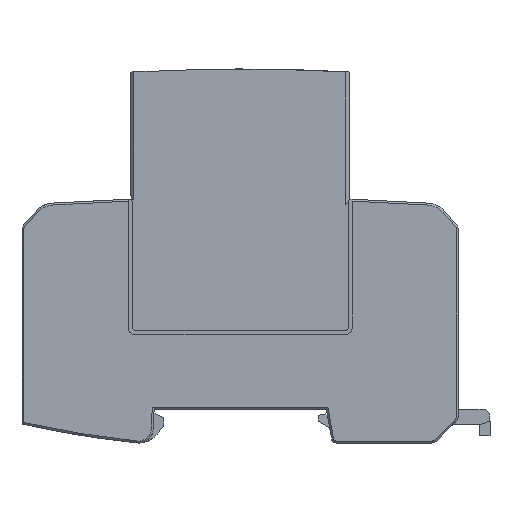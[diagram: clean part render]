
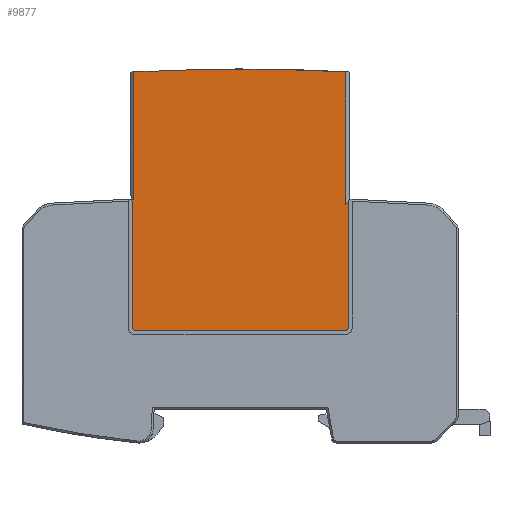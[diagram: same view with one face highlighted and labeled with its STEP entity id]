
A CAD part, left-side view. The second image highlights one B-rep face of the part: STEP entity #9877.
In plain terms, the highlighted planar face has unit normal (-1, 0, 0).
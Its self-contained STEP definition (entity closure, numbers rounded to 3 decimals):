
#7394=AXIS2_PLACEMENT_3D('Circle Axis2P3D',#7392,#7393,$) ;
#7451=AXIS2_PLACEMENT_3D('Circle Axis2P3D',#7449,#7450,$) ;
#8748=AXIS2_PLACEMENT_3D('Circle Axis2P3D',#8746,#8747,$) ;
#9844=AXIS2_PLACEMENT_3D('Plane Axis2P3D',#9841,#9842,#9843) ;
#7359=CARTESIAN_POINT('Line Origine',(0.,29.123,37.038)) ;
#7363=CARTESIAN_POINT('Vertex',(0.,29.125,50.073)) ;
#7365=CARTESIAN_POINT('Vertex',(0.,29.122,24.003)) ;
#7392=CARTESIAN_POINT('Axis2P3D Location',(0.,29.922,24.003)) ;
#7396=CARTESIAN_POINT('Vertex',(0.,29.922,23.203)) ;
#7421=CARTESIAN_POINT('Vertex',(0.,72.922,23.199)) ;
#7424=CARTESIAN_POINT('Line Origine',(0.,51.422,23.201)) ;
#7446=CARTESIAN_POINT('Vertex',(0.,73.722,23.999)) ;
#7449=CARTESIAN_POINT('Axis2P3D Location',(0.,72.922,23.999)) ;
#7471=CARTESIAN_POINT('Vertex',(0.,73.725,49.634)) ;
#7474=CARTESIAN_POINT('Line Origine',(0.,73.723,36.817)) ;
#7496=CARTESIAN_POINT('Vertex',(0.,73.925,50.266)) ;
#7499=CARTESIAN_POINT('Line Origine',(0.,73.825,49.95)) ;
#7517=CARTESIAN_POINT('Line Origine',(0.,73.925,50.286)) ;
#7521=CARTESIAN_POINT('Vertex',(0.,73.925,50.307)) ;
#8743=CARTESIAN_POINT('Vertex',(0.,73.427,76.527)) ;
#8746=CARTESIAN_POINT('Axis2P3D Location',(0.,51.389,-322.866)) ;
#8750=CARTESIAN_POINT('Vertex',(0.,29.727,76.547)) ;
#9824=CARTESIAN_POINT('Vertex',(0.,29.725,49.131)) ;
#9827=CARTESIAN_POINT('Line Origine',(0.,29.726,62.839)) ;
#9841=CARTESIAN_POINT('Axis2P3D Location',(0.,28.622,78.232)) ;
#9846=CARTESIAN_POINT('Line Origine',(0.,73.426,63.417)) ;
#9850=CARTESIAN_POINT('Vertex',(0.,73.425,50.307)) ;
#9853=CARTESIAN_POINT('Line Origine',(0.,73.675,50.307)) ;
#9858=CARTESIAN_POINT('Line Origine',(0.,29.425,49.602)) ;
#7360=DIRECTION('Vector Direction',(0.,0.,-1.)) ;
#7393=DIRECTION('Axis2P3D Direction',(-1.,0.,0.)) ;
#7425=DIRECTION('Vector Direction',(0.,1.,0.)) ;
#7450=DIRECTION('Axis2P3D Direction',(-1.,0.,0.)) ;
#7475=DIRECTION('Vector Direction',(0.,0.,1.)) ;
#7500=DIRECTION('Vector Direction',(0.,0.302,0.953)) ;
#7518=DIRECTION('Vector Direction',(0.,0.,1.)) ;
#8747=DIRECTION('Axis2P3D Direction',(1.,0.,0.)) ;
#9828=DIRECTION('Vector Direction',(0.,0.,-1.)) ;
#9842=DIRECTION('Axis2P3D Direction',(-1.,0.,0.)) ;
#9843=DIRECTION('Axis2P3D XDirection',(0.,1.,0.)) ;
#9847=DIRECTION('Vector Direction',(0.,0.,1.)) ;
#9854=DIRECTION('Vector Direction',(0.,1.,0.)) ;
#9859=DIRECTION('Vector Direction',(0.,-0.537,0.843)) ;
#7361=VECTOR('Line Direction',#7360,1.) ;
#7426=VECTOR('Line Direction',#7425,1.) ;
#7476=VECTOR('Line Direction',#7475,1.) ;
#7501=VECTOR('Line Direction',#7500,1.) ;
#7519=VECTOR('Line Direction',#7518,1.) ;
#9829=VECTOR('Line Direction',#9828,1.) ;
#9848=VECTOR('Line Direction',#9847,1.) ;
#9855=VECTOR('Line Direction',#9854,1.) ;
#9860=VECTOR('Line Direction',#9859,1.) ;
#9864=ORIENTED_EDGE('',*,*,#9852,.F.) ;
#9865=ORIENTED_EDGE('',*,*,#9857,.T.) ;
#9866=ORIENTED_EDGE('',*,*,#7523,.F.) ;
#9867=ORIENTED_EDGE('',*,*,#7503,.F.) ;
#9868=ORIENTED_EDGE('',*,*,#7478,.F.) ;
#9869=ORIENTED_EDGE('',*,*,#7453,.F.) ;
#9870=ORIENTED_EDGE('',*,*,#7428,.F.) ;
#9871=ORIENTED_EDGE('',*,*,#7398,.F.) ;
#9872=ORIENTED_EDGE('',*,*,#7367,.F.) ;
#9873=ORIENTED_EDGE('',*,*,#9862,.F.) ;
#9874=ORIENTED_EDGE('',*,*,#9831,.F.) ;
#9875=ORIENTED_EDGE('',*,*,#8752,.F.) ;
#9877=ADVANCED_FACE('VPU',(#9876),#9845,.T.) ;
#7395=CIRCLE('generated circle',#7394,0.8) ;
#7452=CIRCLE('generated circle',#7451,0.8) ;
#8749=CIRCLE('generated circle',#8748,400.) ;
#7367=EDGE_CURVE('',#7364,#7366,#7362,.T.) ;
#7398=EDGE_CURVE('',#7366,#7397,#7395,.F.) ;
#7428=EDGE_CURVE('',#7397,#7422,#7427,.T.) ;
#7453=EDGE_CURVE('',#7422,#7447,#7452,.F.) ;
#7478=EDGE_CURVE('',#7447,#7472,#7477,.T.) ;
#7503=EDGE_CURVE('',#7472,#7497,#7502,.T.) ;
#7523=EDGE_CURVE('',#7497,#7522,#7520,.T.) ;
#8752=EDGE_CURVE('',#8744,#8751,#8749,.T.) ;
#9831=EDGE_CURVE('',#8751,#9825,#9830,.T.) ;
#9852=EDGE_CURVE('',#9851,#8744,#9849,.T.) ;
#9857=EDGE_CURVE('',#9851,#7522,#9856,.T.) ;
#9862=EDGE_CURVE('',#9825,#7364,#9861,.T.) ;
#9863=EDGE_LOOP('',(#9864,#9865,#9866,#9867,#9868,#9869,#9870,#9871,#9872,#9873,#9874,#9875)) ;
#9876=FACE_OUTER_BOUND('',#9863,.T.) ;
#7362=LINE('Line',#7359,#7361) ;
#7427=LINE('Line',#7424,#7426) ;
#7477=LINE('Line',#7474,#7476) ;
#7502=LINE('Line',#7499,#7501) ;
#7520=LINE('Line',#7517,#7519) ;
#9830=LINE('Line',#9827,#9829) ;
#9849=LINE('Line',#9846,#9848) ;
#9856=LINE('Line',#9853,#9855) ;
#9861=LINE('Line',#9858,#9860) ;
#9845=PLANE('',#9844) ;
#7364=VERTEX_POINT('',#7363) ;
#7366=VERTEX_POINT('',#7365) ;
#7397=VERTEX_POINT('',#7396) ;
#7422=VERTEX_POINT('',#7421) ;
#7447=VERTEX_POINT('',#7446) ;
#7472=VERTEX_POINT('',#7471) ;
#7497=VERTEX_POINT('',#7496) ;
#7522=VERTEX_POINT('',#7521) ;
#8744=VERTEX_POINT('',#8743) ;
#8751=VERTEX_POINT('',#8750) ;
#9825=VERTEX_POINT('',#9824) ;
#9851=VERTEX_POINT('',#9850) ;
